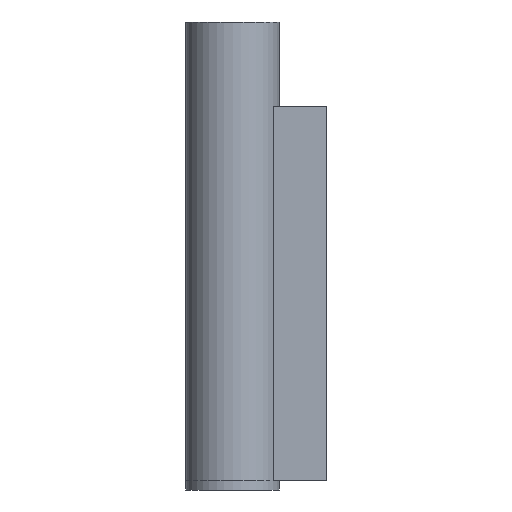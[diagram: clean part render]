
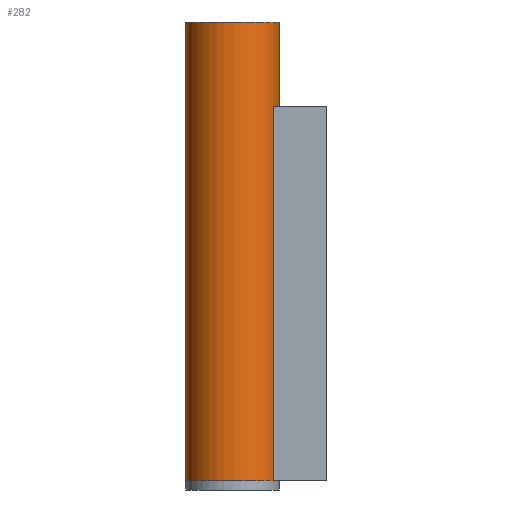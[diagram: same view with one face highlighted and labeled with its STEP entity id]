
A CAD part, left-side view. The second image highlights one B-rep face of the part: STEP entity #282.
In plain terms, the highlighted cylindrical face has radius 10 mm (diameter 20 mm), a full revolution.
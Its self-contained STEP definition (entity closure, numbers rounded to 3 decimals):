
#22 = VERTEX_POINT('',#23);
#23 = CARTESIAN_POINT('',(5.,5.34,0.));
#24 = VERTEX_POINT('',#25);
#25 = CARTESIAN_POINT('',(-5.,5.34,0.));
#73 = EDGE_CURVE('',#74,#22,#76,.T.);
#74 = VERTEX_POINT('',#75);
#75 = CARTESIAN_POINT('',(10.,14.,0.));
#76 = CIRCLE('',#77,10.);
#77 = AXIS2_PLACEMENT_3D('',#78,#79,#80);
#78 = CARTESIAN_POINT('',(0.,14.,0.));
#79 = DIRECTION('',(0.,0.,-1.));
#80 = DIRECTION('',(1.,0.,0.));
#98 = EDGE_CURVE('',#24,#74,#99,.T.);
#99 = CIRCLE('',#100,10.);
#100 = AXIS2_PLACEMENT_3D('',#101,#102,#103);
#101 = CARTESIAN_POINT('',(0.,14.,0.));
#102 = DIRECTION('',(0.,0.,-1.));
#103 = DIRECTION('',(1.,0.,0.));
#124 = VERTEX_POINT('',#125);
#125 = CARTESIAN_POINT('',(5.,5.34,80.));
#131 = EDGE_CURVE('',#124,#22,#132,.T.);
#132 = LINE('',#133,#134);
#133 = CARTESIAN_POINT('',(5.,5.34,0.));
#134 = VECTOR('',#135,1.);
#135 = DIRECTION('',(0.,0.,-1.));
#146 = EDGE_CURVE('',#147,#24,#149,.T.);
#147 = VERTEX_POINT('',#148);
#148 = CARTESIAN_POINT('',(-5.,5.34,80.));
#149 = LINE('',#150,#151);
#150 = CARTESIAN_POINT('',(-5.,5.34,0.));
#151 = VECTOR('',#152,1.);
#152 = DIRECTION('',(0.,0.,-1.));
#282 = ADVANCED_FACE('',(#283),#312,.T.);
#283 = FACE_BOUND('',#284,.T.);
#284 = EDGE_LOOP('',(#285,#293,#294,#295,#302,#303,#304,#305));
#285 = ORIENTED_EDGE('',*,*,#286,.F.);
#286 = EDGE_CURVE('',#74,#287,#289,.T.);
#287 = VERTEX_POINT('',#288);
#288 = CARTESIAN_POINT('',(10.,14.,98.));
#289 = LINE('',#290,#291);
#290 = CARTESIAN_POINT('',(10.,14.,0.));
#291 = VECTOR('',#292,1.);
#292 = DIRECTION('',(0.,0.,1.));
#293 = ORIENTED_EDGE('',*,*,#98,.F.);
#294 = ORIENTED_EDGE('',*,*,#146,.F.);
#295 = ORIENTED_EDGE('',*,*,#296,.F.);
#296 = EDGE_CURVE('',#124,#147,#297,.T.);
#297 = CIRCLE('',#298,10.);
#298 = AXIS2_PLACEMENT_3D('',#299,#300,#301);
#299 = CARTESIAN_POINT('',(0.,14.,80.));
#300 = DIRECTION('',(0.,0.,-1.));
#301 = DIRECTION('',(1.,0.,0.));
#302 = ORIENTED_EDGE('',*,*,#131,.T.);
#303 = ORIENTED_EDGE('',*,*,#73,.F.);
#304 = ORIENTED_EDGE('',*,*,#286,.T.);
#305 = ORIENTED_EDGE('',*,*,#306,.T.);
#306 = EDGE_CURVE('',#287,#287,#307,.T.);
#307 = CIRCLE('',#308,10.);
#308 = AXIS2_PLACEMENT_3D('',#309,#310,#311);
#309 = CARTESIAN_POINT('',(0.,14.,98.));
#310 = DIRECTION('',(0.,0.,-1.));
#311 = DIRECTION('',(1.,0.,0.));
#312 = CYLINDRICAL_SURFACE('',#313,10.);
#313 = AXIS2_PLACEMENT_3D('',#314,#315,#316);
#314 = CARTESIAN_POINT('',(0.,14.,0.));
#315 = DIRECTION('',(0.,0.,-1.));
#316 = DIRECTION('',(1.,0.,0.));
